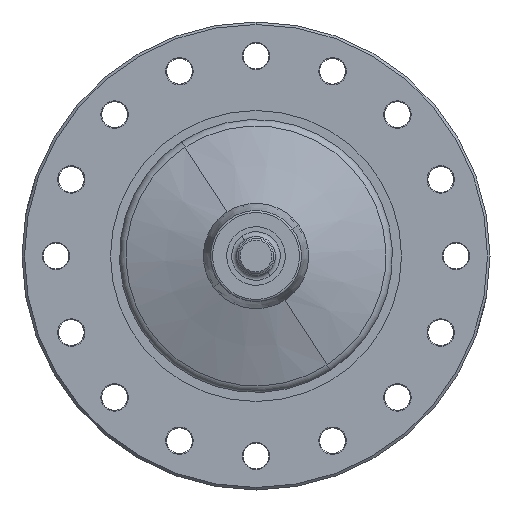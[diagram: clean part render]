
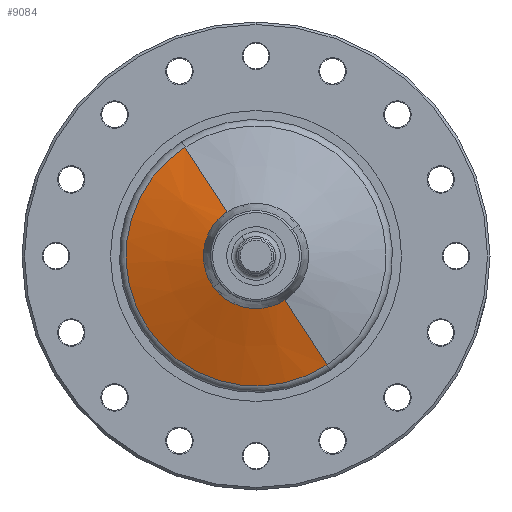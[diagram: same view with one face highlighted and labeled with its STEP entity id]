
A CAD part, front view. The second image highlights one B-rep face of the part: STEP entity #9084.
In plain terms, the highlighted conical face has half-angle 70.689 degrees and reference radius 16.954 mm.
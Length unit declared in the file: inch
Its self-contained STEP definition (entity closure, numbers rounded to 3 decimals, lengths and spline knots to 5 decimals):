
#27 = DIRECTION ( 'NONE',  ( -0.516, 0.331, 0.79 ) ) ;
#174 = EDGE_CURVE ( 'NONE', #4544, #4406, #1533, .T. ) ;
#391 = DIRECTION ( 'NONE',  ( 0.516, 0.331, -0.79 ) ) ;
#392 = CARTESIAN_POINT ( 'NONE',  ( 0., -8.04242, 0. ) ) ;
#448 = AXIS2_PLACEMENT_3D ( 'NONE', #6893, #4679, #1733 ) ;
#572 = DIRECTION ( 'NONE',  ( -0.547, 0., 0.837 ) ) ;
#693 = EDGE_CURVE ( 'NONE', #7294, #8367, #9311, .T. ) ;
#883 = VECTOR ( 'NONE', #391, 39.37008 ) ;
#1198 = CARTESIAN_POINT ( 'NONE',  ( 0., -8.39242, 0. ) ) ;
#1305 = CARTESIAN_POINT ( 'NONE',  ( -0.36509, -8.39242, 0.55881 ) ) ;
#1533 = LINE ( 'NONE', #1625, #2087 ) ;
#1625 = CARTESIAN_POINT ( 'NONE',  ( -0.36509, -8.39242, 0.55881 ) ) ;
#1733 = DIRECTION ( 'NONE',  ( 0.547, 0., -0.837 ) ) ;
#1883 = CIRCLE ( 'NONE', #3617, 0.6675 ) ;
#2087 = VECTOR ( 'NONE', #27, 39.37008 ) ;
#2109 = CIRCLE ( 'NONE', #6972, 1.66634 ) ;
#2330 = CARTESIAN_POINT ( 'NONE',  ( 0.91139, -8.04242, -1.39501 ) ) ;
#2567 = FACE_OUTER_BOUND ( 'NONE', #6158, .T. ) ;
#2667 = ORIENTED_EDGE ( 'NONE', *, *, #174, .T. ) ;
#3132 = CARTESIAN_POINT ( 'NONE',  ( -0.91139, -8.04242, 1.39501 ) ) ;
#3525 = DIRECTION ( 'NONE',  ( 0., -1., 0. ) ) ;
#3617 = AXIS2_PLACEMENT_3D ( 'NONE', #1198, #3525, #572 ) ;
#3979 = DIRECTION ( 'NONE',  ( -0.547, 0., 0.837 ) ) ;
#4401 = ORIENTED_EDGE ( 'NONE', *, *, #5619, .T. ) ;
#4406 = VERTEX_POINT ( 'NONE', #3132 ) ;
#4544 = VERTEX_POINT ( 'NONE', #1305 ) ;
#4679 = DIRECTION ( 'NONE',  ( 0., 1., 0. ) ) ;
#5619 = EDGE_CURVE ( 'NONE', #4406, #8367, #2109, .T. ) ;
#5693 = CARTESIAN_POINT ( 'NONE',  ( 0.36509, -8.39242, -0.55881 ) ) ;
#5805 = CARTESIAN_POINT ( 'NONE',  ( 0.36509, -8.39242, -0.55881 ) ) ;
#6158 = EDGE_LOOP ( 'NONE', ( #9205, #2667, #4401, #6914 ) ) ;
#6375 = DIRECTION ( 'NONE',  ( 0., -1., 0. ) ) ;
#6893 = CARTESIAN_POINT ( 'NONE',  ( 0., -8.39242, 0. ) ) ;
#6914 = ORIENTED_EDGE ( 'NONE', *, *, #693, .F. ) ;
#6972 = AXIS2_PLACEMENT_3D ( 'NONE', #392, #6375, #3979 ) ;
#7294 = VERTEX_POINT ( 'NONE', #5805 ) ;
#8303 = EDGE_CURVE ( 'NONE', #4544, #7294, #1883, .T. ) ;
#8367 = VERTEX_POINT ( 'NONE', #2330 ) ;
#8752 = CONICAL_SURFACE ( 'NONE', #448, 0.6675, 1.234 ) ;
#9084 = ADVANCED_FACE ( 'NONE', ( #2567 ), #8752, .T. ) ;
#9205 = ORIENTED_EDGE ( 'NONE', *, *, #8303, .F. ) ;
#9311 = LINE ( 'NONE', #5693, #883 ) ;
